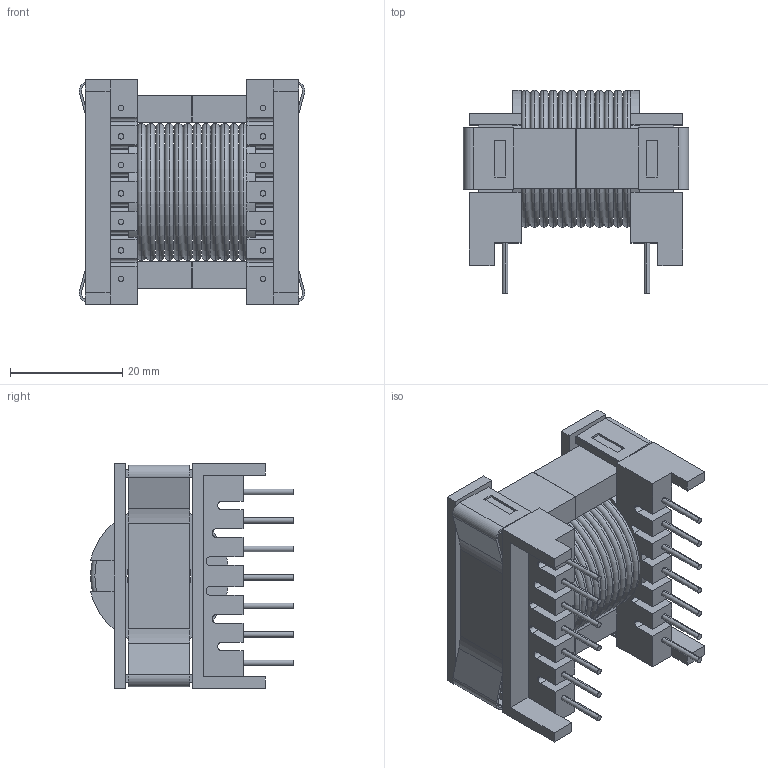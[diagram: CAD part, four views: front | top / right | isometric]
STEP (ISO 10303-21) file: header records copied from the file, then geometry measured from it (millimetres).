
FILE_DESCRIPTION (( 'STEP AP214' ), '1' );
FILE_NAME ('ETD34.STEP', '2024-06-28T11:48:11', ( '' ), ( '' ), 'SwSTEP 2.0', 'SolidWorks 2021', '' );
FILE_SCHEMA (( 'AUTOMOTIVE_DESIGN' ));
Length unit declared in the file: millimetre
Products named in the file (1): ETD34
Bounding box: 40.21 x 36.2 x 40 mm (x, y, z)
Volume: 21871 mm3; surface area: 25754.2 mm2
Topology: 17 solids, 17 shells, 402 faces, 1020 edges, 668 vertices
Faces by surface type: plane 226, cylinder 128, torus 48
Entity records: 12908 total; most frequent: DIRECTION 2214, CARTESIAN_POINT 2091, ORIENTED_EDGE 2040, EDGE_CURVE 1020, AXIS2_PLACEMENT_3D 791, VERTEX_POINT 668, LINE 632, VECTOR 632
